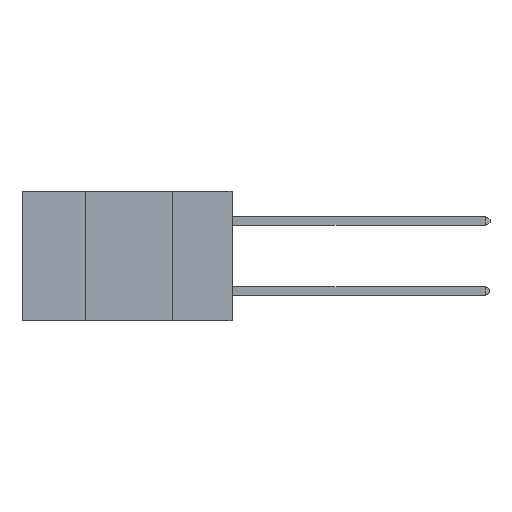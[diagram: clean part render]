
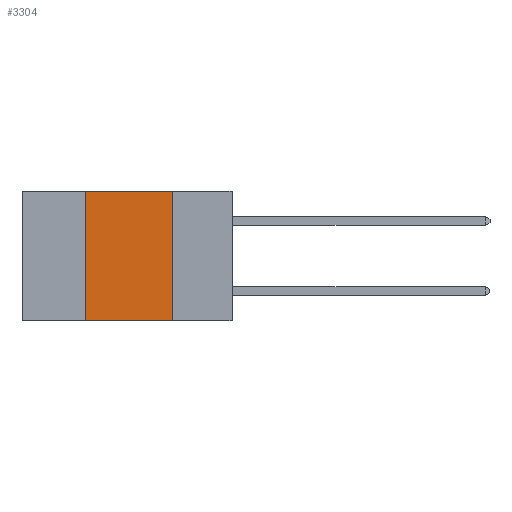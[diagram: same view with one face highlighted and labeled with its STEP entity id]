
A CAD part, left-side view. The second image highlights one B-rep face of the part: STEP entity #3304.
In plain terms, the highlighted planar face has unit normal (-1, 0, 0).
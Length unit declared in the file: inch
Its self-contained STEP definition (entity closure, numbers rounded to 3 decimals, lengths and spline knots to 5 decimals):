
#34 = CARTESIAN_POINT ( 'NONE',  ( 0., 0.17, 0. ) ) ;
#228 = CARTESIAN_POINT ( 'NONE',  ( 0., 0.6, 0. ) ) ;
#248 = CARTESIAN_POINT ( 'NONE',  ( 0., 0.6, -0.37 ) ) ;
#301 = VECTOR ( 'NONE', #7594, 39.37008 ) ;
#464 = VECTOR ( 'NONE', #4952, 39.37008 ) ;
#847 = VERTEX_POINT ( 'NONE', #7031 ) ;
#894 = CARTESIAN_POINT ( 'NONE',  ( 0., 0.17, 0. ) ) ;
#969 = DIRECTION ( 'NONE',  ( 0., 0., -1. ) ) ;
#1803 = LINE ( 'NONE', #228, #3410 ) ;
#2256 = DIRECTION ( 'NONE',  ( 0., -1., 0. ) ) ;
#2528 = AXIS2_PLACEMENT_3D ( 'NONE', #4202, #9555, #4622 ) ;
#2916 = CARTESIAN_POINT ( 'NONE',  ( 0., 0.17, -0.37 ) ) ;
#3032 = FACE_OUTER_BOUND ( 'NONE', #3263, .T. ) ;
#3263 = EDGE_LOOP ( 'NONE', ( #7922, #3547, #3331, #6151 ) ) ;
#3304 = ADVANCED_FACE ( 'NONE', ( #3032 ), #3640, .F. ) ;
#3331 = ORIENTED_EDGE ( 'NONE', *, *, #6744, .F. ) ;
#3410 = VECTOR ( 'NONE', #2256, 39.37008 ) ;
#3547 = ORIENTED_EDGE ( 'NONE', *, *, #5489, .F. ) ;
#3640 = PLANE ( 'NONE',  #2528 ) ;
#3930 = EDGE_CURVE ( 'NONE', #4054, #5118, #8212, .T. ) ;
#4054 = VERTEX_POINT ( 'NONE', #34 ) ;
#4202 = CARTESIAN_POINT ( 'NONE',  ( 0., 0.6, 0. ) ) ;
#4309 = CARTESIAN_POINT ( 'NONE',  ( 0., 0.42, 0. ) ) ;
#4622 = DIRECTION ( 'NONE',  ( 0., 0., -1. ) ) ;
#4754 = VERTEX_POINT ( 'NONE', #5902 ) ;
#4952 = DIRECTION ( 'NONE',  ( 0., -1., 0. ) ) ;
#5118 = VERTEX_POINT ( 'NONE', #2916 ) ;
#5489 = EDGE_CURVE ( 'NONE', #847, #4054, #1803, .T. ) ;
#5902 = CARTESIAN_POINT ( 'NONE',  ( 0., 0.42, -0.37 ) ) ;
#6066 = VECTOR ( 'NONE', #969, 39.37008 ) ;
#6151 = ORIENTED_EDGE ( 'NONE', *, *, #10062, .T. ) ;
#6744 = EDGE_CURVE ( 'NONE', #4754, #847, #8540, .T. ) ;
#6883 = LINE ( 'NONE', #248, #464 ) ;
#7031 = CARTESIAN_POINT ( 'NONE',  ( 0., 0.42, 0. ) ) ;
#7594 = DIRECTION ( 'NONE',  ( 0., 0., 1. ) ) ;
#7922 = ORIENTED_EDGE ( 'NONE', *, *, #3930, .F. ) ;
#8212 = LINE ( 'NONE', #894, #6066 ) ;
#8540 = LINE ( 'NONE', #4309, #301 ) ;
#9555 = DIRECTION ( 'NONE',  ( 1., 0., 0. ) ) ;
#10062 = EDGE_CURVE ( 'NONE', #4754, #5118, #6883, .T. ) ;
